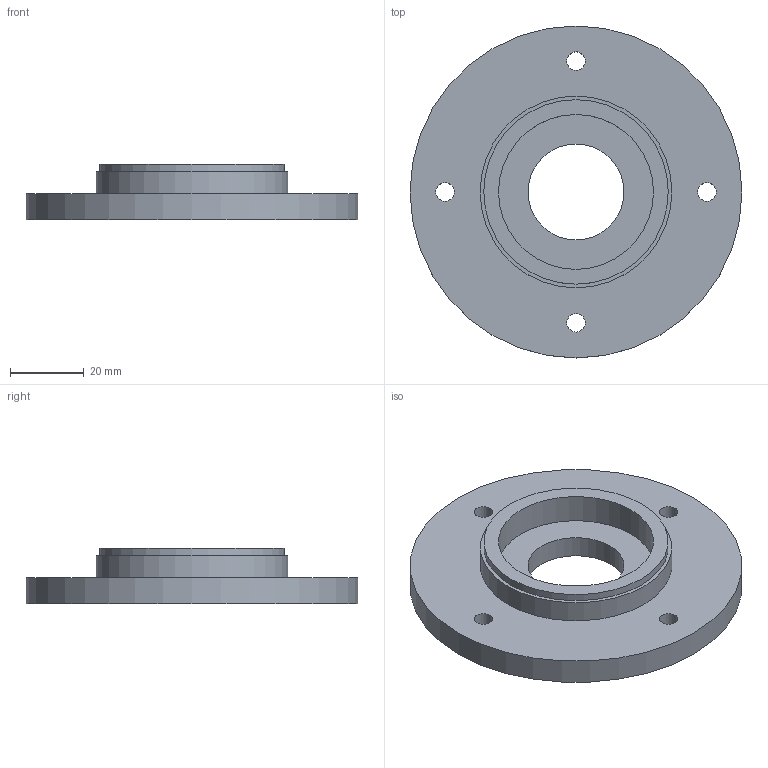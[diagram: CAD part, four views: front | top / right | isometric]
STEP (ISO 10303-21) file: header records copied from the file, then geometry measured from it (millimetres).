
FILE_DESCRIPTION( ('This file contains a STEP AP42 implementation' ,'as created by ZW3D STEP Interface translator.' ,'') ,'2;1' );
FILE_NAME( '蚾沓攫粣裔.ipt.stp' ,'251027.114759', (''), ('ZWCAD Software Co.'), 'Version 1.0', 'ZW3D to STEP translator', '' );
FILE_SCHEMA(('AUTOMOTIVE_DESIGN { 1 0 10303 214 1 1 1 1 }'));
Length unit declared in the file: millimetre
Products named in the file (1): 0
Bounding box: 90 x 90 x 15 mm (x, y, z)
Volume: 44792 mm3; surface area: 16844.2 mm2
Topology: 1 solids, 1 shells, 17 faces, 53 edges, 42 vertices
Faces by surface type: cylinder 9, plane 6, torus 2
Full cylindrical faces by diameter (mm): 5 x4, 26 x1, 42 x1, 50 x1, 52 x1, 90 x1
Entity records: 708 total; most frequent: DIRECTION 133, CARTESIAN_POINT 113, ORIENTED_EDGE 106, AXIS2_PLACEMENT_3D 62, EDGE_CURVE 53, CIRCLE 44, VERTEX_POINT 42, EDGE_LOOP 31
